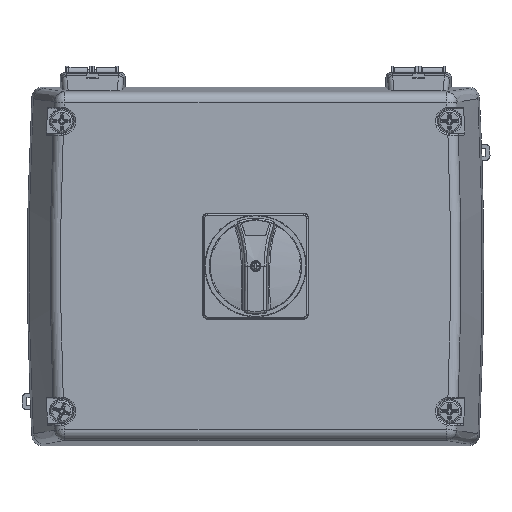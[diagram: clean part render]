
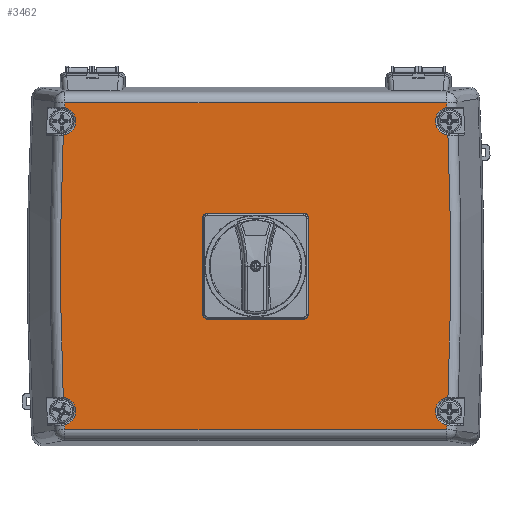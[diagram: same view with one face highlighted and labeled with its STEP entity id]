
A CAD part, top view. The second image highlights one B-rep face of the part: STEP entity #3462.
In plain terms, the highlighted planar face has unit normal (0, 0, 1).
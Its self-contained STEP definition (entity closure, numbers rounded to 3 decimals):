
#488=FACE_BOUND('',#5743,.T.);
#489=FACE_BOUND('',#5744,.T.);
#490=FACE_BOUND('',#5745,.T.);
#491=FACE_BOUND('',#5746,.T.);
#492=FACE_BOUND('',#5747,.T.);
#493=FACE_BOUND('',#5748,.T.);
#2576=PLANE('',#27471);
#3462=ADVANCED_FACE('',(#488,#489,#490,#491,#492,#493),#2576,.T.);
#5743=EDGE_LOOP('',(#15731,#15732,#15733,#15734,#15735,#15736,#15737,#15738,
#15739,#15740,#15741,#15742));
#5744=EDGE_LOOP('',(#15743));
#5745=EDGE_LOOP('',(#15744));
#5746=EDGE_LOOP('',(#15745));
#5747=EDGE_LOOP('',(#15746));
#5748=EDGE_LOOP('',(#15747));
#7809=LINE('',#47276,#10114);
#7834=LINE('',#48067,#10139);
#10114=VECTOR('',#32871,1.);
#10139=VECTOR('',#32984,1.);
#15731=ORIENTED_EDGE('',*,*,#23856,.F.);
#15732=ORIENTED_EDGE('',*,*,#24021,.F.);
#15733=ORIENTED_EDGE('',*,*,#23912,.F.);
#15734=ORIENTED_EDGE('',*,*,#23914,.F.);
#15735=ORIENTED_EDGE('',*,*,#23974,.F.);
#15736=ORIENTED_EDGE('',*,*,#23985,.F.);
#15737=ORIENTED_EDGE('',*,*,#23990,.F.);
#15738=ORIENTED_EDGE('',*,*,#23982,.F.);
#15739=ORIENTED_EDGE('',*,*,#24022,.F.);
#15740=ORIENTED_EDGE('',*,*,#24023,.F.);
#15741=ORIENTED_EDGE('',*,*,#24024,.F.);
#15742=ORIENTED_EDGE('',*,*,#24025,.F.);
#15743=ORIENTED_EDGE('',*,*,#24026,.T.);
#15744=ORIENTED_EDGE('',*,*,#24027,.T.);
#15745=ORIENTED_EDGE('',*,*,#24028,.T.);
#15746=ORIENTED_EDGE('',*,*,#24029,.T.);
#15747=ORIENTED_EDGE('',*,*,#24030,.T.);
#19596=VERTEX_POINT('',#46916);
#19599=VERTEX_POINT('',#46925);
#19646=VERTEX_POINT('',#47257);
#19647=VERTEX_POINT('',#47273);
#19648=VERTEX_POINT('',#47282);
#19680=VERTEX_POINT('',#47410);
#19693=VERTEX_POINT('',#47611);
#19697=VERTEX_POINT('',#47684);
#19699=VERTEX_POINT('',#47702);
#19710=VERTEX_POINT('',#47999);
#19719=VERTEX_POINT('',#48068);
#19720=VERTEX_POINT('',#48071);
#19721=VERTEX_POINT('',#48074);
#19722=VERTEX_POINT('',#48076);
#19723=VERTEX_POINT('',#48078);
#19724=VERTEX_POINT('',#48080);
#19725=VERTEX_POINT('',#48082);
#23856=EDGE_CURVE('',#19599,#19596,#25439,.T.);
#23912=EDGE_CURVE('',#19647,#19646,#7809,.T.);
#23914=EDGE_CURVE('',#19648,#19647,#25456,.T.);
#23974=EDGE_CURVE('',#19693,#19648,#25464,.T.);
#23982=EDGE_CURVE('',#19680,#19697,#25467,.T.);
#23985=EDGE_CURVE('',#19699,#19693,#25468,.T.);
#23990=EDGE_CURVE('',#19697,#19699,#25469,.T.);
#24021=EDGE_CURVE('',#19646,#19599,#25478,.T.);
#24022=EDGE_CURVE('',#19719,#19680,#7834,.T.);
#24023=EDGE_CURVE('',#19710,#19719,#25479,.T.);
#24024=EDGE_CURVE('',#19720,#19710,#25480,.T.);
#24025=EDGE_CURVE('',#19596,#19720,#25481,.T.);
#24026=EDGE_CURVE('',#19721,#19721,#25482,.T.);
#24027=EDGE_CURVE('',#19722,#19722,#25483,.T.);
#24028=EDGE_CURVE('',#19723,#19723,#25484,.T.);
#24029=EDGE_CURVE('',#19724,#19724,#25485,.T.);
#24030=EDGE_CURVE('',#19725,#19725,#25486,.T.);
#25439=CIRCLE('',#27391,8.6);
#25456=CIRCLE('',#27420,1979.667);
#25464=CIRCLE('',#27440,8.6);
#25467=CIRCLE('',#27445,1979.667);
#25468=CIRCLE('',#27447,1979.667);
#25469=CIRCLE('',#27449,8.6);
#25478=CIRCLE('',#27462,1979.667);
#25479=CIRCLE('',#27463,1979.667);
#25480=CIRCLE('',#27464,8.6);
#25481=CIRCLE('',#27465,1979.667);
#25482=CIRCLE('',#27466,1.6);
#25483=CIRCLE('',#27467,1.6);
#25484=CIRCLE('',#27468,1.6);
#25485=CIRCLE('',#27469,1.6);
#25486=CIRCLE('',#27470,7.5);
#27391=AXIS2_PLACEMENT_3D('',#46926,#32801,#32802);
#27420=AXIS2_PLACEMENT_3D('',#47284,#32874,#32875);
#27440=AXIS2_PLACEMENT_3D('',#47660,#32936,#32937);
#27445=AXIS2_PLACEMENT_3D('',#47690,#32946,#32947);
#27447=AXIS2_PLACEMENT_3D('',#47703,#32950,#32951);
#27449=AXIS2_PLACEMENT_3D('',#47789,#32954,#32955);
#27462=AXIS2_PLACEMENT_3D('',#48066,#32982,#32983);
#27463=AXIS2_PLACEMENT_3D('',#48069,#32985,#32986);
#27464=AXIS2_PLACEMENT_3D('',#48070,#32987,#32988);
#27465=AXIS2_PLACEMENT_3D('',#48072,#32989,#32990);
#27466=AXIS2_PLACEMENT_3D('',#48073,#32991,#32992);
#27467=AXIS2_PLACEMENT_3D('',#48075,#32993,#32994);
#27468=AXIS2_PLACEMENT_3D('',#48077,#32995,#32996);
#27469=AXIS2_PLACEMENT_3D('',#48079,#32997,#32998);
#27470=AXIS2_PLACEMENT_3D('',#48081,#32999,#33000);
#27471=AXIS2_PLACEMENT_3D('',#48083,#33001,#33002);
#32801=DIRECTION('',(0.,0.,1.));
#32802=DIRECTION('',(0.999,0.045,0.));
#32871=DIRECTION('',(-1.,0.,0.));
#32874=DIRECTION('',(0.,0.,-1.));
#32875=DIRECTION('',(0.999,-0.05,0.));
#32936=DIRECTION('',(0.,0.,1.));
#32937=DIRECTION('',(-0.999,0.045,0.));
#32946=DIRECTION('',(0.,0.,-1.));
#32947=DIRECTION('',(0.999,0.05,0.));
#32950=DIRECTION('',(0.,0.,-1.));
#32951=DIRECTION('',(1.,0.,0.));
#32954=DIRECTION('',(0.,0.,1.));
#32955=DIRECTION('',(-0.999,-0.045,0.));
#32982=DIRECTION('',(0.,0.,-1.));
#32983=DIRECTION('',(-0.999,-0.05,0.));
#32984=DIRECTION('',(1.,0.,0.));
#32985=DIRECTION('',(0.,0.,-1.));
#32986=DIRECTION('',(-0.999,0.05,0.));
#32987=DIRECTION('',(0.,0.,1.));
#32988=DIRECTION('',(0.999,-0.045,0.));
#32989=DIRECTION('',(0.,0.,-1.));
#32990=DIRECTION('',(-1.,0.,0.));
#32991=DIRECTION('',(0.,0.,-1.));
#32992=DIRECTION('',(1.,0.,0.));
#32993=DIRECTION('',(0.,0.,-1.));
#32994=DIRECTION('',(1.,0.,0.));
#32995=DIRECTION('',(0.,0.,-1.));
#32996=DIRECTION('',(-1.,0.,0.));
#32997=DIRECTION('',(0.,0.,-1.));
#32998=DIRECTION('',(-1.,0.,0.));
#32999=DIRECTION('',(0.,0.,-1.));
#33000=DIRECTION('',(-1.,0.,0.));
#33001=DIRECTION('',(0.,0.,1.));
#33002=DIRECTION('',(-1.,0.,0.));
#46916=CARTESIAN_POINT('',(-118.032,-80.455,98.5));
#46925=CARTESIAN_POINT('',(-117.269,-97.424,98.5));
#46926=CARTESIAN_POINT('',(-119.,-89.,98.5));
#47257=CARTESIAN_POINT('',(-117.121,-100.371,98.5));
#47273=CARTESIAN_POINT('',(117.121,-100.371,98.5));
#47276=CARTESIAN_POINT('',(68.486,-100.371,98.5));
#47282=CARTESIAN_POINT('',(117.269,-97.424,98.5));
#47284=CARTESIAN_POINT('',(-1860.,0.,98.5));
#47410=CARTESIAN_POINT('',(117.121,100.371,98.5));
#47611=CARTESIAN_POINT('',(118.032,-80.455,98.5));
#47660=CARTESIAN_POINT('',(119.,-89.,98.5));
#47684=CARTESIAN_POINT('',(117.269,97.424,98.5));
#47690=CARTESIAN_POINT('',(-1860.,0.,98.5));
#47702=CARTESIAN_POINT('',(118.032,80.455,98.5));
#47703=CARTESIAN_POINT('',(-1860.,0.,98.5));
#47789=CARTESIAN_POINT('',(119.,89.,98.5));
#47999=CARTESIAN_POINT('',(-117.269,97.424,98.5));
#48066=CARTESIAN_POINT('',(1860.,0.,98.5));
#48067=CARTESIAN_POINT('',(-68.486,100.371,98.5));
#48068=CARTESIAN_POINT('',(-117.121,100.371,98.5));
#48069=CARTESIAN_POINT('',(1860.,0.,98.5));
#48070=CARTESIAN_POINT('',(-119.,89.,98.5));
#48071=CARTESIAN_POINT('',(-118.032,80.455,98.5));
#48072=CARTESIAN_POINT('',(1860.,0.,98.5));
#48073=CARTESIAN_POINT('',(18.,-18.,98.5));
#48074=CARTESIAN_POINT('',(16.4,-18.,98.5));
#48075=CARTESIAN_POINT('',(18.,18.,98.5));
#48076=CARTESIAN_POINT('',(16.4,18.,98.5));
#48077=CARTESIAN_POINT('',(-18.,-18.,98.5));
#48078=CARTESIAN_POINT('',(-16.4,-18.,98.5));
#48079=CARTESIAN_POINT('',(-18.,18.,98.5));
#48080=CARTESIAN_POINT('',(-16.4,18.,98.5));
#48081=CARTESIAN_POINT('',(0.,0.,98.5));
#48082=CARTESIAN_POINT('',(7.5,0.,98.5));
#48083=CARTESIAN_POINT('',(0.,0.,98.5));
